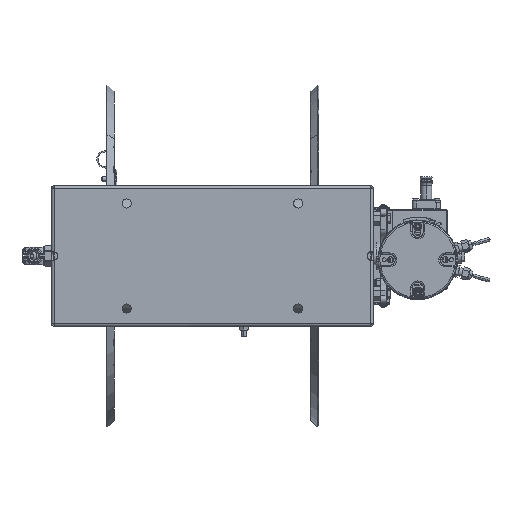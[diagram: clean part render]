
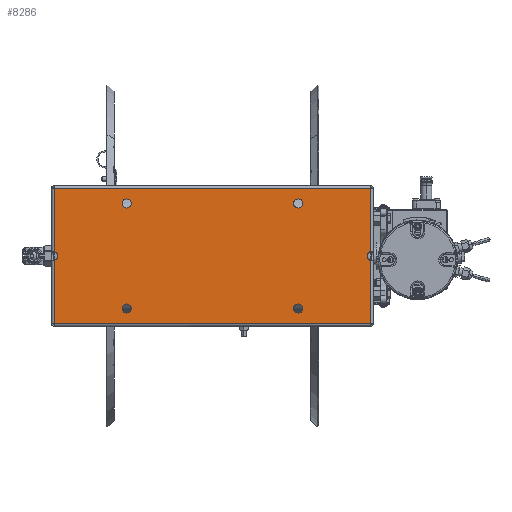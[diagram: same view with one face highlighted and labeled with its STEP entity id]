
A CAD part, front view. The second image highlights one B-rep face of the part: STEP entity #8286.
In plain terms, the highlighted planar face has unit normal (0, -1, 0).
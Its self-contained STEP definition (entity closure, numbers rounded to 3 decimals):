
#6016=DIRECTION('',(0.,0.,1.));
#6017=VECTOR('',#6016,90.067);
#6018=CARTESIAN_POINT('',(226.,-293.3,6.332));
#6019=LINE('',#6018,#6017);
#6068=CARTESIAN_POINT('',(226.,-293.3,-96.399));
#6070=DIRECTION('',(0.,0.,1.));
#6071=VECTOR('',#6070,90.067);
#6072=CARTESIAN_POINT('',(226.,-293.3,-96.399));
#6073=LINE('',#6072,#6071);
#6114=CARTESIAN_POINT('',(227.469,-293.3,0.));
#6115=DIRECTION('',(0.,1.,0.));
#6116=DIRECTION('',(-0.226,0.,-0.974));
#6117=AXIS2_PLACEMENT_3D('',#6114,#6115,#6116);
#6119=CARTESIAN_POINT('',(-227.469,-293.3,0.));
#6120=DIRECTION('',(0.,1.,0.));
#6121=DIRECTION('',(0.226,0.,0.974));
#6122=AXIS2_PLACEMENT_3D('',#6119,#6120,#6121);
#6124=CARTESIAN_POINT('',(-122.5,-293.3,75.));
#6125=DIRECTION('',(0.,-1.,0.));
#6126=DIRECTION('',(-1.,0.,0.));
#6127=AXIS2_PLACEMENT_3D('',#6124,#6125,#6126);
#6129=CARTESIAN_POINT('',(-122.5,-293.3,75.));
#6130=DIRECTION('',(0.,-1.,0.));
#6131=DIRECTION('',(1.,0.,0.));
#6132=AXIS2_PLACEMENT_3D('',#6129,#6130,#6131);
#6134=CARTESIAN_POINT('',(122.5,-293.3,75.));
#6135=DIRECTION('',(0.,-1.,0.));
#6136=DIRECTION('',(-1.,0.,0.));
#6137=AXIS2_PLACEMENT_3D('',#6134,#6135,#6136);
#6139=CARTESIAN_POINT('',(122.5,-293.3,75.));
#6140=DIRECTION('',(0.,-1.,0.));
#6141=DIRECTION('',(1.,0.,0.));
#6142=AXIS2_PLACEMENT_3D('',#6139,#6140,#6141);
#6144=CARTESIAN_POINT('',(122.5,-293.3,-75.));
#6145=DIRECTION('',(0.,-1.,0.));
#6146=DIRECTION('',(-1.,0.,0.));
#6147=AXIS2_PLACEMENT_3D('',#6144,#6145,#6146);
#6149=CARTESIAN_POINT('',(122.5,-293.3,-75.));
#6150=DIRECTION('',(0.,-1.,0.));
#6151=DIRECTION('',(1.,0.,0.));
#6152=AXIS2_PLACEMENT_3D('',#6149,#6150,#6151);
#6154=CARTESIAN_POINT('',(-122.5,-293.3,-75.));
#6155=DIRECTION('',(0.,-1.,0.));
#6156=DIRECTION('',(-1.,0.,0.));
#6157=AXIS2_PLACEMENT_3D('',#6154,#6155,#6156);
#6159=CARTESIAN_POINT('',(-122.5,-293.3,-75.));
#6160=DIRECTION('',(0.,-1.,0.));
#6161=DIRECTION('',(1.,0.,0.));
#6162=AXIS2_PLACEMENT_3D('',#6159,#6160,#6161);
#6186=DIRECTION('',(-1.,0.,0.));
#6187=VECTOR('',#6186,452.);
#6188=CARTESIAN_POINT('',(226.,-293.3,-96.399));
#6189=LINE('',#6188,#6187);
#6342=CARTESIAN_POINT('',(-226.,-293.3,96.399));
#6344=DIRECTION('',(0.,0.,1.));
#6345=VECTOR('',#6344,90.067);
#6346=CARTESIAN_POINT('',(-226.,-293.3,6.332));
#6347=LINE('',#6346,#6345);
#6358=DIRECTION('',(0.,0.,1.));
#6359=VECTOR('',#6358,90.067);
#6360=CARTESIAN_POINT('',(-226.,-293.3,-96.399));
#6361=LINE('',#6360,#6359);
#6362=CARTESIAN_POINT('',(-226.,-293.3,-96.399));
#6974=CARTESIAN_POINT('',(226.,-293.3,96.399));
#6976=DIRECTION('',(-1.,0.,0.));
#6977=VECTOR('',#6976,452.);
#6978=CARTESIAN_POINT('',(226.,-293.3,96.399));
#6979=LINE('',#6978,#6977);
#7566=VERTEX_POINT('',#6342);
#7569=VERTEX_POINT('',#6362);
#7574=VERTEX_POINT('',#6974);
#7585=VERTEX_POINT('',#6068);
#7644=CARTESIAN_POINT('',(226.,-293.3,-6.332));
#7645=CARTESIAN_POINT('',(226.,-293.3,6.332));
#7646=VERTEX_POINT('',#7644);
#7647=VERTEX_POINT('',#7645);
#7648=CARTESIAN_POINT('',(-226.,-293.3,6.332));
#7649=CARTESIAN_POINT('',(-226.,-293.3,-6.332));
#7650=VERTEX_POINT('',#7648);
#7651=VERTEX_POINT('',#7649);
#7676=CARTESIAN_POINT('',(-129.,-293.3,75.));
#7677=CARTESIAN_POINT('',(-116.,-293.3,75.));
#7678=VERTEX_POINT('',#7676);
#7679=VERTEX_POINT('',#7677);
#7680=CARTESIAN_POINT('',(116.,-293.3,75.));
#7681=CARTESIAN_POINT('',(129.,-293.3,75.));
#7682=VERTEX_POINT('',#7680);
#7683=VERTEX_POINT('',#7681);
#7684=CARTESIAN_POINT('',(116.,-293.3,-75.));
#7685=CARTESIAN_POINT('',(129.,-293.3,-75.));
#7686=VERTEX_POINT('',#7684);
#7687=VERTEX_POINT('',#7685);
#7688=CARTESIAN_POINT('',(-129.,-293.3,-75.));
#7689=CARTESIAN_POINT('',(-116.,-293.3,-75.));
#7690=VERTEX_POINT('',#7688);
#7691=VERTEX_POINT('',#7689);
#8242=CARTESIAN_POINT('',(230.,-293.3,-101.));
#8243=DIRECTION('',(0.,-1.,0.));
#8244=DIRECTION('',(0.,0.,1.));
#8245=AXIS2_PLACEMENT_3D('',#8242,#8243,#8244);
#8246=PLANE('',#8245);
#8247=ORIENTED_EDGE('',*,*,#8220,.F.);
#8248=ORIENTED_EDGE('',*,*,#8096,.F.);
#8250=ORIENTED_EDGE('',*,*,#8249,.T.);
#8252=ORIENTED_EDGE('',*,*,#8251,.T.);
#8254=ORIENTED_EDGE('',*,*,#8253,.F.);
#8256=ORIENTED_EDGE('',*,*,#8255,.T.);
#8258=ORIENTED_EDGE('',*,*,#8257,.F.);
#8259=ORIENTED_EDGE('',*,*,#8067,.F.);
#8260=EDGE_LOOP('',(#8247,#8248,#8250,#8252,#8254,#8256,#8258,#8259));
#8261=FACE_OUTER_BOUND('',#8260,.F.);
#8263=ORIENTED_EDGE('',*,*,#8262,.T.);
#8265=ORIENTED_EDGE('',*,*,#8264,.T.);
#8266=EDGE_LOOP('',(#8263,#8265));
#8267=FACE_BOUND('',#8266,.F.);
#8269=ORIENTED_EDGE('',*,*,#8268,.T.);
#8271=ORIENTED_EDGE('',*,*,#8270,.T.);
#8272=EDGE_LOOP('',(#8269,#8271));
#8273=FACE_BOUND('',#8272,.F.);
#8275=ORIENTED_EDGE('',*,*,#8274,.T.);
#8277=ORIENTED_EDGE('',*,*,#8276,.T.);
#8278=EDGE_LOOP('',(#8275,#8277));
#8279=FACE_BOUND('',#8278,.F.);
#8281=ORIENTED_EDGE('',*,*,#8280,.T.);
#8283=ORIENTED_EDGE('',*,*,#8282,.T.);
#8284=EDGE_LOOP('',(#8281,#8283));
#8285=FACE_BOUND('',#8284,.F.);
#8286=ADVANCED_FACE('',(#8261,#8267,#8273,#8279,#8285),#8246,.T.);
#6118=CIRCLE('',#6117,6.5);
#6123=CIRCLE('',#6122,6.5);
#6128=CIRCLE('',#6127,6.5);
#6133=CIRCLE('',#6132,6.5);
#6138=CIRCLE('',#6137,6.5);
#6143=CIRCLE('',#6142,6.5);
#6148=CIRCLE('',#6147,6.5);
#6153=CIRCLE('',#6152,6.5);
#6158=CIRCLE('',#6157,6.5);
#6163=CIRCLE('',#6162,6.5);
#8067=EDGE_CURVE('',#7647,#7574,#6019,.T.);
#8096=EDGE_CURVE('',#7585,#7646,#6073,.T.);
#8220=EDGE_CURVE('',#7646,#7647,#6118,.T.);
#8249=EDGE_CURVE('',#7585,#7569,#6189,.T.);
#8251=EDGE_CURVE('',#7569,#7651,#6361,.T.);
#8253=EDGE_CURVE('',#7650,#7651,#6123,.T.);
#8255=EDGE_CURVE('',#7650,#7566,#6347,.T.);
#8257=EDGE_CURVE('',#7574,#7566,#6979,.T.);
#8262=EDGE_CURVE('',#7678,#7679,#6128,.T.);
#8264=EDGE_CURVE('',#7679,#7678,#6133,.T.);
#8268=EDGE_CURVE('',#7682,#7683,#6138,.T.);
#8270=EDGE_CURVE('',#7683,#7682,#6143,.T.);
#8274=EDGE_CURVE('',#7686,#7687,#6148,.T.);
#8276=EDGE_CURVE('',#7687,#7686,#6153,.T.);
#8280=EDGE_CURVE('',#7690,#7691,#6158,.T.);
#8282=EDGE_CURVE('',#7691,#7690,#6163,.T.);
